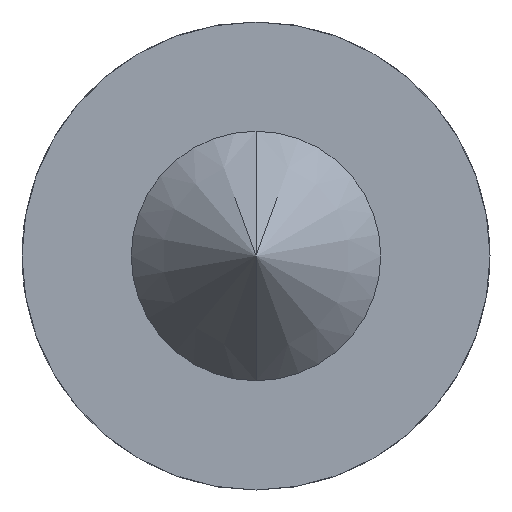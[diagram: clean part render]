
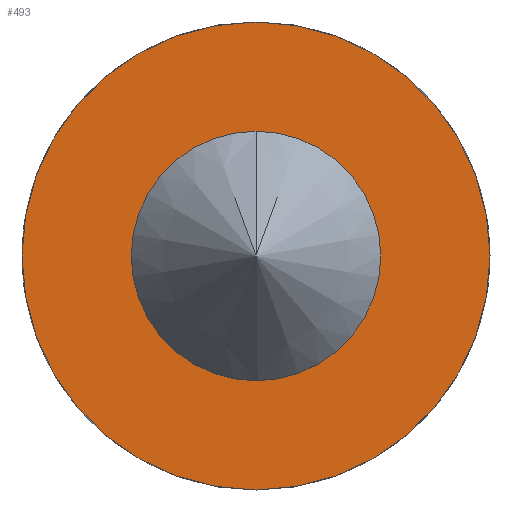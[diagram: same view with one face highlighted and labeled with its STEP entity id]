
A CAD part, front view. The second image highlights one B-rep face of the part: STEP entity #493.
In plain terms, the highlighted planar face has unit normal (0, -1, 0).
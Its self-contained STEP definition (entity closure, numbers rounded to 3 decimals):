
#11 = VERTEX_POINT ( 'NONE', #511 ) ;
#80 = VERTEX_POINT ( 'NONE', #509 ) ;
#83 = VERTEX_POINT ( 'NONE', #425 ) ;
#86 = VERTEX_POINT ( 'NONE', #420 ) ;
#92 = ORIENTED_EDGE ( 'NONE', *, *, #459, .T. ) ;
#106 = EDGE_LOOP ( 'NONE', ( #92, #252 ) ) ;
#108 = EDGE_LOOP ( 'NONE', ( #247, #239 ) ) ;
#140 = FACE_BOUND ( 'NONE', #106, .T. ) ;
#144 = FACE_OUTER_BOUND ( 'NONE', #108, .T. ) ;
#178 = CARTESIAN_POINT ( 'NONE',  ( 0., 0., 0. ) ) ;
#187 = DIRECTION ( 'NONE',  ( 0., 0., 1. ) ) ;
#188 = DIRECTION ( 'NONE',  ( 0., 1., 0. ) ) ;
#191 = CARTESIAN_POINT ( 'NONE',  ( 0., 0., 0. ) ) ;
#199 = AXIS2_PLACEMENT_3D ( 'NONE', #178, #416, #419 ) ;
#211 = AXIS2_PLACEMENT_3D ( 'NONE', #284, #282, #278 ) ;
#236 = CIRCLE ( 'NONE', #211, 7.5 ) ;
#239 = ORIENTED_EDGE ( 'NONE', *, *, #471, .F. ) ;
#247 = ORIENTED_EDGE ( 'NONE', *, *, #458, .F. ) ;
#252 = ORIENTED_EDGE ( 'NONE', *, *, #409, .T. ) ;
#276 = DIRECTION ( 'NONE',  ( 0., 0., -1. ) ) ;
#277 = DIRECTION ( 'NONE',  ( 0., -1., 0. ) ) ;
#278 = DIRECTION ( 'NONE',  ( 0., 0., 1. ) ) ;
#279 = CARTESIAN_POINT ( 'NONE',  ( 0., 0., 3. ) ) ;
#280 = PLANE ( 'NONE',  #356 ) ;
#282 = DIRECTION ( 'NONE',  ( 0., 1., 0. ) ) ;
#284 = CARTESIAN_POINT ( 'NONE',  ( 0., 0., 0. ) ) ;
#356 = AXIS2_PLACEMENT_3D ( 'NONE', #279, #277, #276 ) ;
#381 = CIRCLE ( 'NONE', #389, 7.5 ) ;
#383 = AXIS2_PLACEMENT_3D ( 'NONE', #438, #437, #436 ) ;
#389 = AXIS2_PLACEMENT_3D ( 'NONE', #191, #188, #187 ) ;
#390 = CIRCLE ( 'NONE', #199, 3. ) ;
#394 = CIRCLE ( 'NONE', #383, 3. ) ;
#409 = EDGE_CURVE ( 'NONE', #83, #11, #394, .T. ) ;
#416 = DIRECTION ( 'NONE',  ( 0., 1., 0. ) ) ;
#419 = DIRECTION ( 'NONE',  ( 0., 0., 1. ) ) ;
#420 = CARTESIAN_POINT ( 'NONE',  ( 0., 0., 7.5 ) ) ;
#425 = CARTESIAN_POINT ( 'NONE',  ( 0., 0., -3. ) ) ;
#436 = DIRECTION ( 'NONE',  ( 0., 0., 1. ) ) ;
#437 = DIRECTION ( 'NONE',  ( 0., 1., 0. ) ) ;
#438 = CARTESIAN_POINT ( 'NONE',  ( 0., 0., 0. ) ) ;
#458 = EDGE_CURVE ( 'NONE', #86, #80, #381, .T. ) ;
#459 = EDGE_CURVE ( 'NONE', #11, #83, #390, .T. ) ;
#471 = EDGE_CURVE ( 'NONE', #80, #86, #236, .T. ) ;
#493 = ADVANCED_FACE ( 'NONE', ( #140, #144 ), #280, .T. ) ;
#509 = CARTESIAN_POINT ( 'NONE',  ( 0., 0., -7.5 ) ) ;
#511 = CARTESIAN_POINT ( 'NONE',  ( 0., 0., 3. ) ) ;
